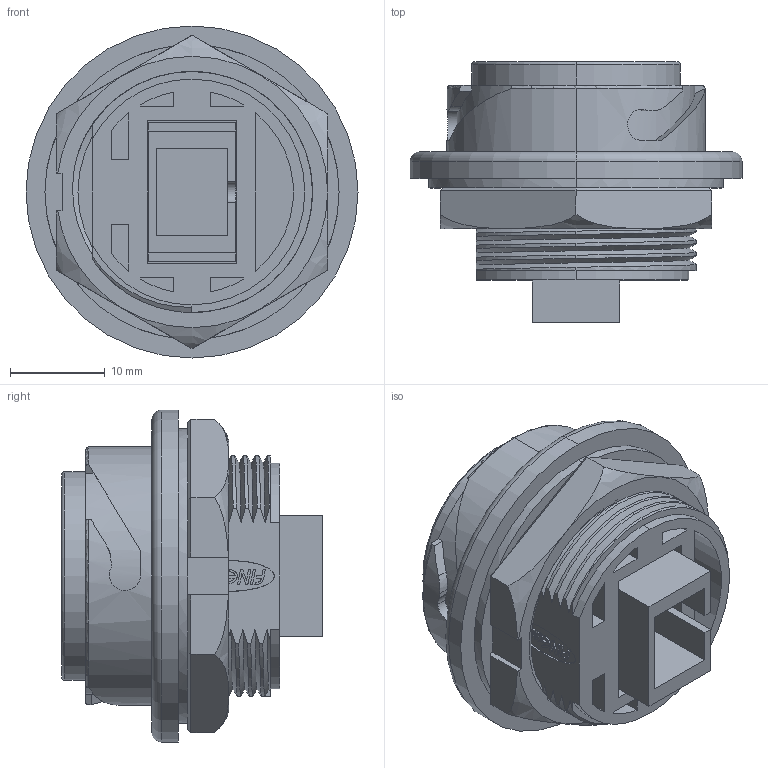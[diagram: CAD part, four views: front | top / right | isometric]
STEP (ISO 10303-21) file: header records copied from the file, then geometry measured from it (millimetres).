
FILE_DESCRIPTION (( 'STEP AP203' ), '1' );
FILE_NAME ('P484.STEP', '2020-05-15T04:00:05', ( 'edpusr' ), ( 'Microsoft' ), 'SwSTEP 2.0', 'SolidWorks 2015', '' );
FILE_SCHEMA (( 'CONFIG_CONTROL_DESIGN' ));
Length unit declared in the file: millimetre
Products named in the file (1): P484
Bounding box: 35 x 27.5 x 35 mm (x, y, z)
Volume: 10778.6 mm3; surface area: 9213.7 mm2
Topology: 1 solids, 1 shells, 469 faces, 1304 edges, 859 vertices
Faces by surface type: plane 271, cylinder 149, bspline 42, torus 7
Entity records: 23775 total; most frequent: CARTESIAN_POINT 12008, ORIENTED_EDGE 2608, DIRECTION 2233, EDGE_CURVE 1304, VERTEX_POINT 859, LINE 809, VECTOR 809, AXIS2_PLACEMENT_3D 712
